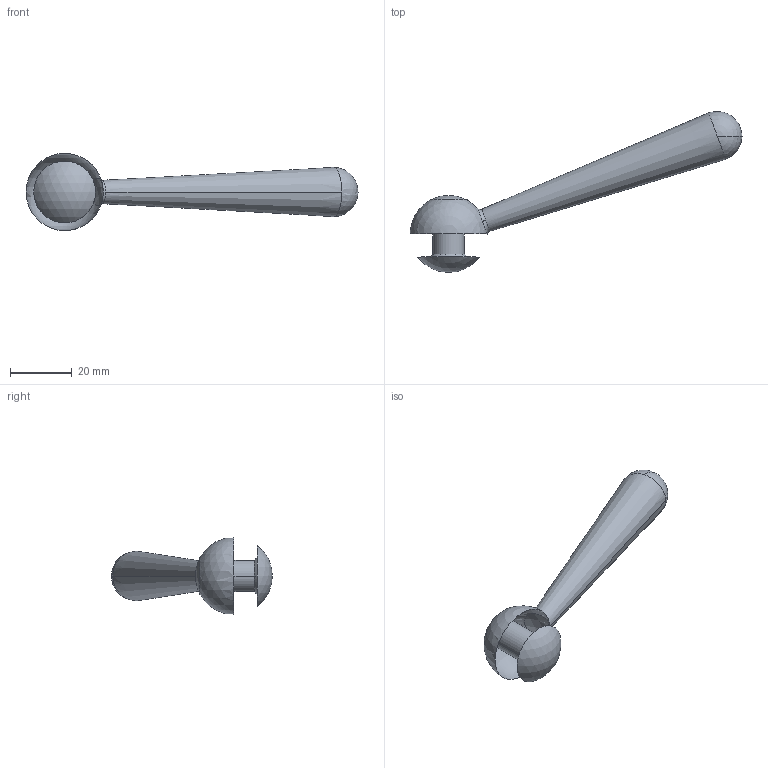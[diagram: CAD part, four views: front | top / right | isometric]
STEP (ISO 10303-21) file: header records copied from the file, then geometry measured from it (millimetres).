
FILE_DESCRIPTION( ( '' ), '1' );
FILE_NAME( 'K0174.212.stp', '2012-11-01T13:53:22', ( '' ), ( '' ), ' ', ' ', ' ' );
FILE_SCHEMA( ( 'CONFIG_CONTROL_DESIGN' ) );
Length unit declared in the file: millimetre
Products named in the file (1): 1
Bounding box: 107.5 x 52.11 x 25 mm (x, y, z)
Volume: 7741.9 mm3; surface area: 6391.6 mm2
Topology: 1 solids, 1 shells, 18 faces, 49 edges, 27 vertices
Faces by surface type: cone 6, sphere 5, torus 4, cylinder 2, plane 1
Entity records: 568 total; most frequent: DIRECTION 110, CARTESIAN_POINT 86, ORIENTED_EDGE 82, AXIS2_PLACEMENT_3D 51, EDGE_CURVE 41, CIRCLE 33, VERTEX_POINT 27, EDGE_LOOP 20
